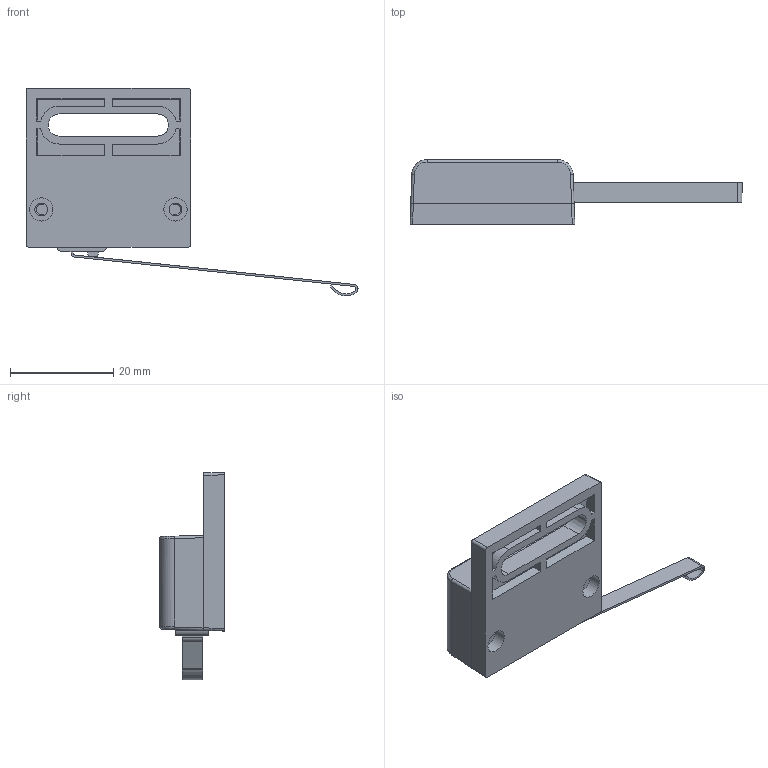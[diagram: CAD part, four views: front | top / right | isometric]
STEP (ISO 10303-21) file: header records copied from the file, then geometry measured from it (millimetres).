
FILE_DESCRIPTION(/* description */ (''),/* implementation_level */ '2;1');
FILE_NAME(/* name */ 'Limit Switch (Sensor).iam.step',/* time_stamp */ '2020-04-16T23:37:28-04:00',/* author */ ('Jordan'),/* organization */ (''),/* preprocessor_version */ 'ST-DEVELOPER v17',/* originating_system */ 'Autodesk Inventor 2019',/* authorisation */ '');
FILE_SCHEMA (('AUTOMOTIVE_DESIGN { 1 0 10303 214 3 1 1 }'));
Length unit declared in the file: inch
Products named in the file (4): Limit Switch (Sensor); Top; Microswitch; Bottom
Assembly tree (3 placements, depth 2):
  Limit Switch (Sensor)
    Top
    Microswitch
    Bottom
Bounding box: 64.31 x 12.55 x 40.22 mm (x, y, z)
Volume: 5826.2 mm3; surface area: 6761.5 mm2
Topology: 3 solids, 3 shells, 266 faces, 723 edges, 476 vertices
Faces by surface type: plane 154, cylinder 75, bspline 28, cone 5, torus 4
Full cylindrical faces by diameter (mm): 1.5 x2, 1.6 x4, 2.5 x4, 4.5 x2
Entity records: 10922 total; most frequent: CARTESIAN_POINT 4044, ORIENTED_EDGE 1446, DIRECTION 1355, EDGE_CURVE 723, VERTEX_POINT 476, AXIS2_PLACEMENT_3D 457, LINE 441, VECTOR 441
